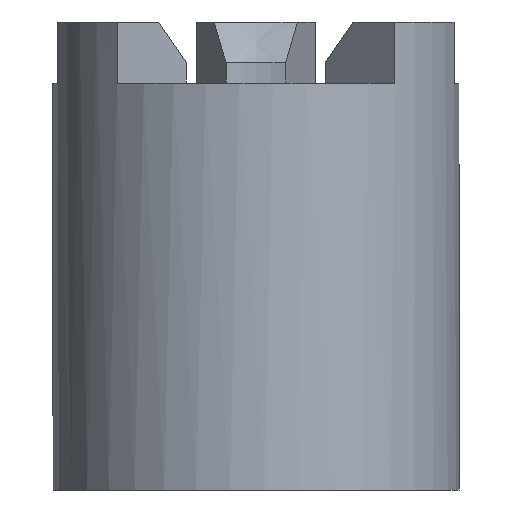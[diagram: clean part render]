
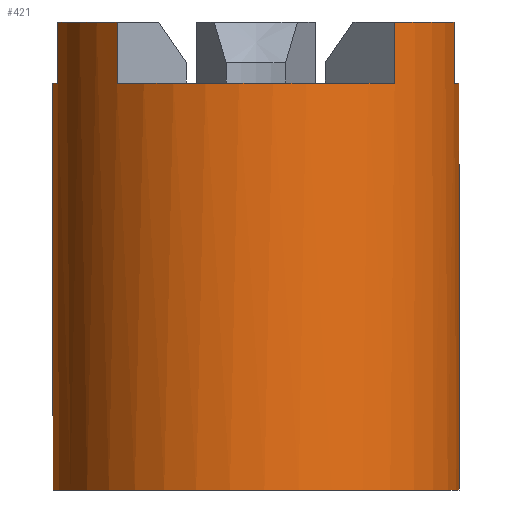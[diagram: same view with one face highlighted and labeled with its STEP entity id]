
A CAD part, front view. The second image highlights one B-rep face of the part: STEP entity #421.
In plain terms, the highlighted cylindrical face has radius 5 mm (diameter 10 mm), a full revolution.
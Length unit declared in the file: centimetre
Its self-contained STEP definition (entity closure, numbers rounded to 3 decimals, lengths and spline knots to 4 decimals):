
#105=CYLINDRICAL_SURFACE('',#449,0.5);
#124=CIRCLE('',#435,0.5);
#126=CIRCLE('',#440,0.5);
#127=CIRCLE('',#443,0.5);
#128=CIRCLE('',#445,0.5);
#129=CIRCLE('',#450,0.5);
#135=VERTEX_POINT('',#465);
#136=VERTEX_POINT('',#467);
#149=VERTEX_POINT('',#497);
#150=VERTEX_POINT('',#499);
#151=VERTEX_POINT('',#503);
#154=VERTEX_POINT('',#513);
#155=VERTEX_POINT('',#515);
#156=VERTEX_POINT('',#519);
#157=VERTEX_POINT('',#523);
#158=VERTEX_POINT('',#526);
#159=VERTEX_POINT('',#528);
#160=VERTEX_POINT('',#531);
#161=VERTEX_POINT('',#538);
#166=VECTOR('',#554,1.);
#178=VECTOR('',#584,1.);
#184=VECTOR('',#598,1.);
#188=VECTOR('',#609,1.);
#189=VECTOR('',#611,1.);
#191=VECTOR('',#614,1.);
#196=LINE('',#466,#166);
#208=LINE('',#504,#178);
#214=LINE('',#520,#184);
#218=LINE('',#533,#188);
#219=LINE('',#535,#189);
#221=LINE('',#539,#191);
#228=EDGE_CURVE('',#135,#136,#196,.T.);
#245=EDGE_CURVE('',#150,#149,#124,.T.);
#248=EDGE_CURVE('',#151,#149,#208,.T.);
#253=EDGE_CURVE('',#155,#154,#126,.T.);
#256=EDGE_CURVE('',#156,#154,#214,.T.);
#258=EDGE_CURVE('',#157,#156,#127,.T.);
#260=EDGE_CURVE('',#158,#151,#127,.T.);
#262=EDGE_CURVE('',#159,#135,#127,.T.);
#263=EDGE_CURVE('',#160,#160,#128,.T.);
#264=EDGE_CURVE('',#157,#150,#218,.T.);
#265=EDGE_CURVE('',#159,#155,#219,.T.);
#267=EDGE_CURVE('',#158,#161,#221,.T.);
#268=EDGE_CURVE('',#161,#136,#129,.T.);
#346=ORIENTED_EDGE('',*,*,#263,.T.);
#347=ORIENTED_EDGE('',*,*,#268,.T.);
#348=ORIENTED_EDGE('',*,*,#228,.F.);
#349=ORIENTED_EDGE('',*,*,#262,.F.);
#350=ORIENTED_EDGE('',*,*,#265,.T.);
#351=ORIENTED_EDGE('',*,*,#253,.T.);
#352=ORIENTED_EDGE('',*,*,#256,.F.);
#353=ORIENTED_EDGE('',*,*,#258,.F.);
#354=ORIENTED_EDGE('',*,*,#264,.T.);
#355=ORIENTED_EDGE('',*,*,#245,.T.);
#356=ORIENTED_EDGE('',*,*,#248,.F.);
#357=ORIENTED_EDGE('',*,*,#260,.F.);
#358=ORIENTED_EDGE('',*,*,#267,.T.);
#381=EDGE_LOOP('',(#346));
#382=EDGE_LOOP('',(#347,#348,#349,#350,#351,#352,#353,#354,#355,#356,#357,
#358));
#402=FACE_BOUND('',#381,.T.);
#403=FACE_BOUND('',#382,.T.);
#421=ADVANCED_FACE('',(#402,#403),#105,.T.);
#435=AXIS2_PLACEMENT_3D('',#498,#579,#580);
#440=AXIS2_PLACEMENT_3D('',#514,#593,#594);
#443=AXIS2_PLACEMENT_3D('',#524,#601,#602);
#445=AXIS2_PLACEMENT_3D('',#530,#606,#607);
#449=AXIS2_PLACEMENT_3D('',#540,#615,#616);
#450=AXIS2_PLACEMENT_3D('',#541,#617,#618);
#465=CARTESIAN_POINT('',(-0.4872,-0.1125,0.));
#466=CARTESIAN_POINT('',(-0.4872,-0.1125,0.));
#467=CARTESIAN_POINT('',(-0.4872,-0.1125,0.15));
#497=CARTESIAN_POINT('',(0.341,-0.3657,0.15));
#498=CARTESIAN_POINT('',(0.,0.,0.15));
#499=CARTESIAN_POINT('',(0.4872,-0.1125,0.15));
#503=CARTESIAN_POINT('',(0.341,-0.3657,0.));
#504=CARTESIAN_POINT('',(0.341,-0.3657,0.));
#513=CARTESIAN_POINT('',(0.1462,0.4782,0.15));
#514=CARTESIAN_POINT('',(0.,0.,0.15));
#515=CARTESIAN_POINT('',(-0.1462,0.4782,0.15));
#519=CARTESIAN_POINT('',(0.1462,0.4782,0.));
#520=CARTESIAN_POINT('',(0.1462,0.4782,0.));
#523=CARTESIAN_POINT('',(0.4872,-0.1125,0.));
#524=CARTESIAN_POINT('',(0.,0.,0.));
#526=CARTESIAN_POINT('',(-0.341,-0.3657,0.));
#528=CARTESIAN_POINT('',(-0.1462,0.4782,0.));
#530=CARTESIAN_POINT('',(0.,0.,-1.));
#531=CARTESIAN_POINT('',(0.5,0.,-1.));
#533=CARTESIAN_POINT('',(0.4872,-0.1125,0.));
#535=CARTESIAN_POINT('',(-0.1462,0.4782,0.));
#538=CARTESIAN_POINT('',(-0.341,-0.3657,0.15));
#539=CARTESIAN_POINT('',(-0.341,-0.3657,0.));
#540=CARTESIAN_POINT('',(0.,0.,0.));
#541=CARTESIAN_POINT('',(0.,0.,0.15));
#554=DIRECTION('',(0.,0.,1.));
#579=DIRECTION('',(0.,0.,-1.));
#580=DIRECTION('',(-0.25,-0.433,0.));
#584=DIRECTION('',(0.,0.,1.));
#593=DIRECTION('',(0.,0.,-1.));
#594=DIRECTION('',(0.5,0.,0.));
#598=DIRECTION('',(0.,0.,1.));
#601=DIRECTION('',(0.,0.,1.));
#602=DIRECTION('',(0.5,0.,0.));
#606=DIRECTION('',(0.,0.,1.));
#607=DIRECTION('',(0.5,0.,0.));
#609=DIRECTION('',(0.,0.,1.));
#611=DIRECTION('',(0.,0.,1.));
#614=DIRECTION('',(0.,0.,1.));
#615=DIRECTION('',(0.,0.,1.));
#616=DIRECTION('',(-0.25,0.433,0.));
#617=DIRECTION('',(0.,0.,-1.));
#618=DIRECTION('',(-0.25,0.433,0.));
